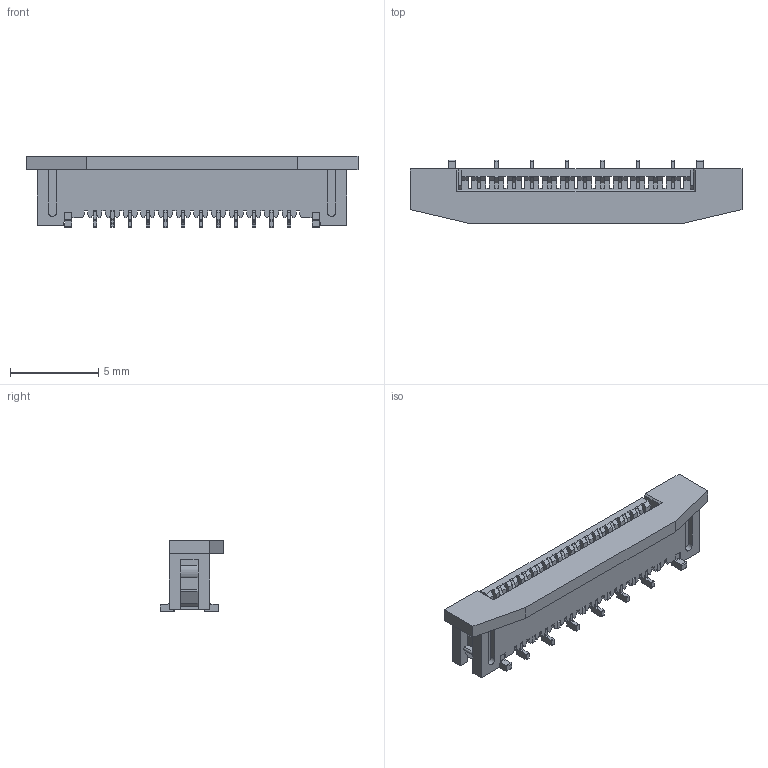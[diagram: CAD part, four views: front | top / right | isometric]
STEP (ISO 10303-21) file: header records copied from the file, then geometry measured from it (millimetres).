
FILE_DESCRIPTION( ( 'Unknown' ), '1' );
FILE_NAME( '686112183822.stp', 'Unknown', ( 'Unknown' ), ( 'Unknown' ), 'PSStep 18.0.17', 'Unknown', ' ' );
FILE_SCHEMA( ( 'AUTOMOTIVE_DESIGN { 1 0 10303 214 1 1 1 1 }' ) );
Length unit declared in the file: millimetre
Products named in the file (6): Assem1; 6861xx183822_Solder pad; 6861xx183822_pin1; 6861xx183822_pin2; 686112183822; 686112183822_Actuator
Assembly tree (16 placements, depth 2):
  Assem1
    6861xx183822_Solder pad  x2
    6861xx183822_pin1  x6
    6861xx183822_pin2  x6
    686112183822
    686112183822_Actuator
Bounding box: 18.8 x 3.6 x 4.03 mm (x, y, z)
Volume: 121.7 mm3; surface area: 706.6 mm2
Topology: 16 solids, 16 shells, 1114 faces, 3530 edges, 2348 vertices
Faces by surface type: plane 828, cylinder 286
Entity records: 28083 total; most frequent: ORIENTED_EDGE 4258, CARTESIAN_POINT 4185, DIRECTION 3543, EDGE_CURVE 2129, LINE 1999, VECTOR 1999, VERTEX_POINT 1414, AXIS2_PLACEMENT_3D 772
